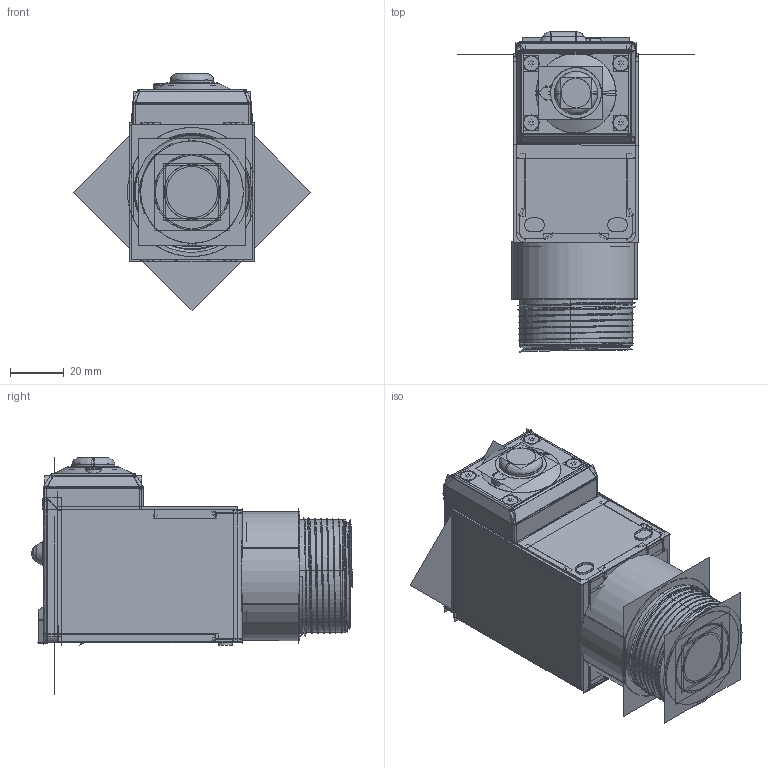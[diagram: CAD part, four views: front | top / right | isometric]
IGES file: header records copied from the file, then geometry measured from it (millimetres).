
Start section:  PTC IGES file: 207210.igs
Global section: file name: 207210.igs; native system: Creo Parametric by PTC Inc.; preprocessor: 2016260; author: pdmadmin; organization: Unknown; date: 20180917.140344; units: millimetre
Bounding box: 87.76 x 119.06 x 87.79 mm (x, y, z)
Volume: 124111.3 mm3; surface area: 523754.9 mm2
Topology: 21 solids, 21 shells, 2446 faces, 12298 edges, 15439 vertices
Faces by surface type: revolution 1294, bspline 1152
